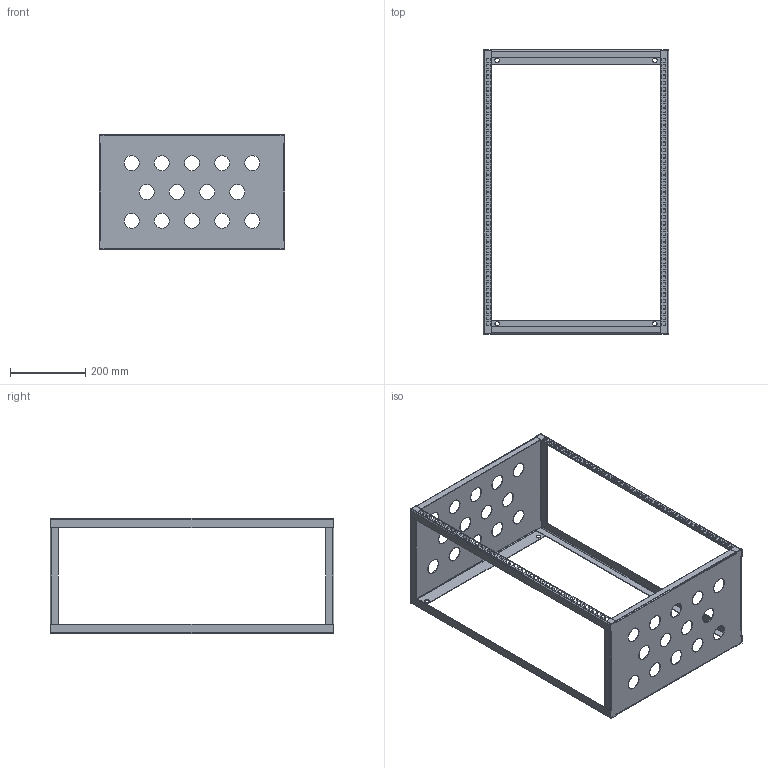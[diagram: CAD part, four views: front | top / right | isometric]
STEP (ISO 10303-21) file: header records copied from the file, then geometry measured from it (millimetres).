
FILE_DESCRIPTION (( 'STEP AP203' ), '1' );
FILE_NAME ('T26300.STEP', '2018-07-18T13:00:52', ( '' ), ( '' ), 'SwSTEP 2.0', 'SolidWorks 2016', '' );
FILE_SCHEMA (( 'CONFIG_CONTROL_DESIGN' ));
Length unit declared in the file: millimetre
Products named in the file (4): TH2240_TH2249; TH2252_TH2253; TH2240_TH2248; T26300
Assembly tree (6 placements, depth 2):
  T26300
    TH2252_TH2253  x2
    TH2240_TH2248  x2
    TH2240_TH2249  x2
Bounding box: 492 x 752.51 x 305 mm (x, y, z)
Volume: 766143.4 mm3; surface area: 930502.2 mm2
Topology: 6 solids, 6 shells, 660 faces, 1848 edges, 1200 vertices
Faces by surface type: plane 572, cylinder 88
Entity records: 11178 total; most frequent: CARTESIAN_POINT 1863, ORIENTED_EDGE 1848, DIRECTION 1690, EDGE_CURVE 924, VECTOR 836, LINE 836, VERTEX_POINT 600, EDGE_LOOP 458
